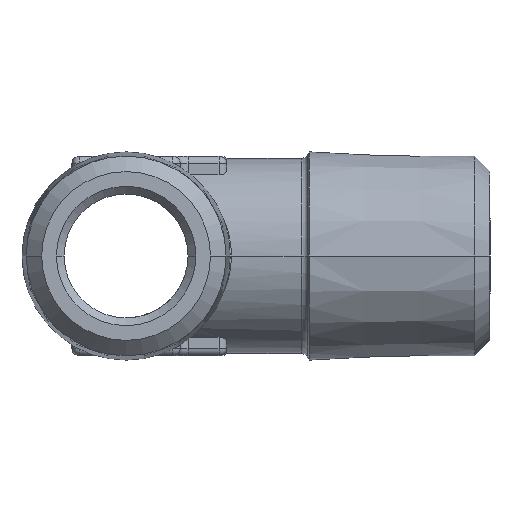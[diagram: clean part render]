
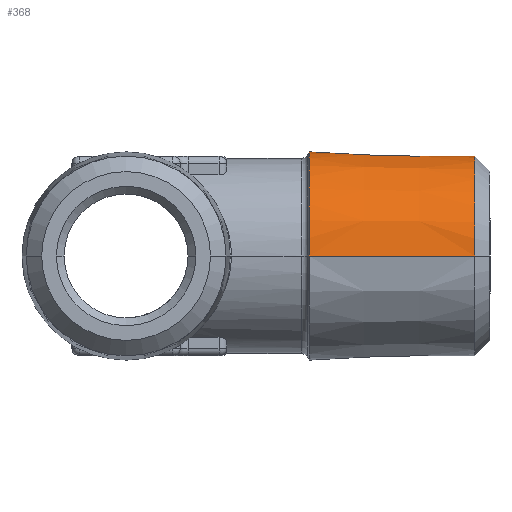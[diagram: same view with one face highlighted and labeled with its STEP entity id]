
A CAD part, left-side view. The second image highlights one B-rep face of the part: STEP entity #368.
In plain terms, the highlighted conical face has half-angle 1.47 degrees and reference radius 6.732 mm.
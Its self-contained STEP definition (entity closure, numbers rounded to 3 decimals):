
#351 = VERTEX_POINT ( 'NONE', #2741 ) ;
#353 = EDGE_LOOP ( 'NONE', ( #383, #384, #381, #366 ) ) ;
#363 = VERTEX_POINT ( 'NONE', #2723 ) ;
#366 = ORIENTED_EDGE ( 'NONE', *, *, #367, .F. ) ;
#367 = EDGE_CURVE ( 'NONE', #351, #380, #2752, .T. ) ;
#368 = ADVANCED_FACE ( 'NONE', ( #2731 ), #2730, .T. ) ;
#370 = EDGE_CURVE ( 'NONE', #372, #351, #2782, .T. ) ;
#372 = VERTEX_POINT ( 'NONE', #2773 ) ;
#379 = EDGE_CURVE ( 'NONE', #372, #363, #2691, .T. ) ;
#380 = VERTEX_POINT ( 'NONE', #2687 ) ;
#381 = ORIENTED_EDGE ( 'NONE', *, *, #382, .F. ) ;
#382 = EDGE_CURVE ( 'NONE', #380, #363, #2686, .T. ) ;
#383 = ORIENTED_EDGE ( 'NONE', *, *, #370, .F. ) ;
#384 = ORIENTED_EDGE ( 'NONE', *, *, #379, .T. ) ;
#2686 = CIRCLE ( 'NONE', #2792, 6.724 ) ;
#2687 = CARTESIAN_POINT ( 'NONE',  ( -6.724, -11.84, 0. ) ) ;
#2688 = DIRECTION ( 'NONE',  ( 0.026, 1., 0. ) ) ;
#2689 = VECTOR ( 'NONE', #2688, 1000. ) ;
#2690 = CARTESIAN_POINT ( 'NONE',  ( 6.732, -11.5, 0. ) ) ;
#2691 = LINE ( 'NONE', #2690, #2689 ) ;
#2723 = CARTESIAN_POINT ( 'NONE',  ( 6.724, -11.84, 0. ) ) ;
#2726 = DIRECTION ( 'NONE',  ( -1., 0., 0. ) ) ;
#2727 = DIRECTION ( 'NONE',  ( 0., 1., 0. ) ) ;
#2728 = CARTESIAN_POINT ( 'NONE',  ( 0., -11.5, 0. ) ) ;
#2729 = AXIS2_PLACEMENT_3D ( 'NONE', #2728, #2727, #2726 ) ;
#2730 = CONICAL_SURFACE ( 'NONE', #2729, 6.732, 0.026 ) ;
#2731 = FACE_OUTER_BOUND ( 'NONE', #353, .T. ) ;
#2732 = DIRECTION ( 'NONE',  ( -0.026, 1., 0. ) ) ;
#2733 = VECTOR ( 'NONE', #2732, 1000. ) ;
#2734 = CARTESIAN_POINT ( 'NONE',  ( -6.732, -11.5, 0. ) ) ;
#2741 = CARTESIAN_POINT ( 'NONE',  ( -6.45, -22.5, 0. ) ) ;
#2752 = LINE ( 'NONE', #2734, #2733 ) ;
#2773 = CARTESIAN_POINT ( 'NONE',  ( 6.45, -22.5, 0. ) ) ;
#2778 = DIRECTION ( 'NONE',  ( 1., 0., 0. ) ) ;
#2779 = DIRECTION ( 'NONE',  ( 0., -1., 0. ) ) ;
#2780 = CARTESIAN_POINT ( 'NONE',  ( 0., -22.5, 0. ) ) ;
#2781 = AXIS2_PLACEMENT_3D ( 'NONE', #2780, #2779, #2778 ) ;
#2782 = CIRCLE ( 'NONE', #2781, 6.45 ) ;
#2789 = DIRECTION ( 'NONE',  ( -1., 0., 0. ) ) ;
#2790 = DIRECTION ( 'NONE',  ( 0., 1., 0. ) ) ;
#2791 = CARTESIAN_POINT ( 'NONE',  ( 0., -11.84, 0. ) ) ;
#2792 = AXIS2_PLACEMENT_3D ( 'NONE', #2791, #2790, #2789 ) ;
